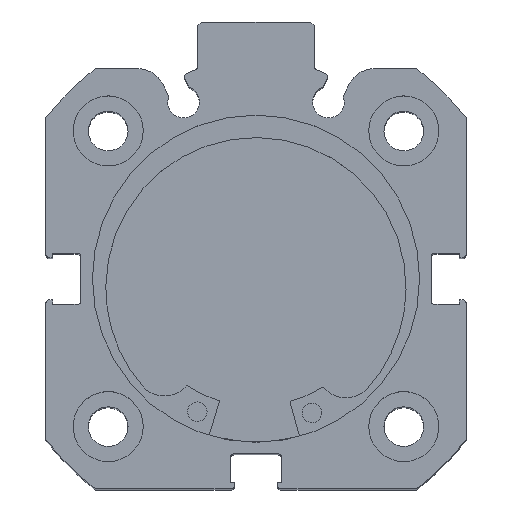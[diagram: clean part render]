
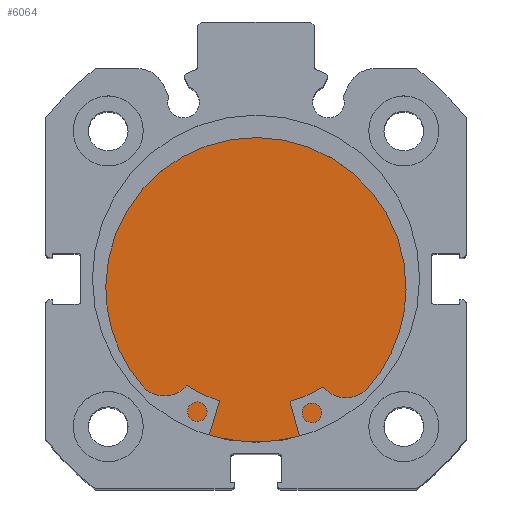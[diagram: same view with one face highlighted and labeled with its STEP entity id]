
A CAD part, top view. The second image highlights one B-rep face of the part: STEP entity #6064.
In plain terms, the highlighted face is planar.
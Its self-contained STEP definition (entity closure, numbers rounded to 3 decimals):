
#766 = CARTESIAN_POINT ( 'NONE',  ( 8.5, 21., 0. ) ) ;
#767 = PLANE ( 'NONE',  #2311 ) ;
#769 = DIRECTION ( 'NONE',  ( -1., 0., 0. ) ) ;
#770 = DIRECTION ( 'NONE',  ( 0., 0., 1. ) ) ;
#1443 = FACE_OUTER_BOUND ( 'NONE', #3217, .T. ) ;
#2053 = EDGE_CURVE ( 'NONE', #4131, #4111, #3355, .T. ) ;
#2059 = EDGE_CURVE ( 'NONE', #4111, #4131, #3363, .T. ) ;
#2102 = AXIS2_PLACEMENT_3D ( 'NONE', #4356, #4362, #4363 ) ;
#2106 = AXIS2_PLACEMENT_3D ( 'NONE', #4378, #4380, #4381 ) ;
#2311 = AXIS2_PLACEMENT_3D ( 'NONE', #766, #769, #770 ) ;
#3132 = ORIENTED_EDGE ( 'NONE', *, *, #2053, .F. ) ;
#3133 = ORIENTED_EDGE ( 'NONE', *, *, #2059, .F. ) ;
#3217 = EDGE_LOOP ( 'NONE', ( #3133, #3132 ) ) ;
#3355 = CIRCLE ( 'NONE', #2102, 21. ) ;
#3363 = CIRCLE ( 'NONE', #2106, 21. ) ;
#4111 = VERTEX_POINT ( 'NONE', #4709 ) ;
#4131 = VERTEX_POINT ( 'NONE', #4729 ) ;
#4356 = CARTESIAN_POINT ( 'NONE',  ( 8.5, 0., 0. ) ) ;
#4362 = DIRECTION ( 'NONE',  ( -1., 0., 0. ) ) ;
#4363 = DIRECTION ( 'NONE',  ( 0., 0., 1. ) ) ;
#4378 = CARTESIAN_POINT ( 'NONE',  ( 8.5, 0., 0. ) ) ;
#4380 = DIRECTION ( 'NONE',  ( -1., 0., 0. ) ) ;
#4381 = DIRECTION ( 'NONE',  ( 0., 0., 1. ) ) ;
#4709 = CARTESIAN_POINT ( 'NONE',  ( 8.5, 0., 21. ) ) ;
#4729 = CARTESIAN_POINT ( 'NONE',  ( 8.5, 0., -21. ) ) ;
#6064 = ADVANCED_FACE ( 'NONE', ( #1443 ), #767, .F. ) ;
